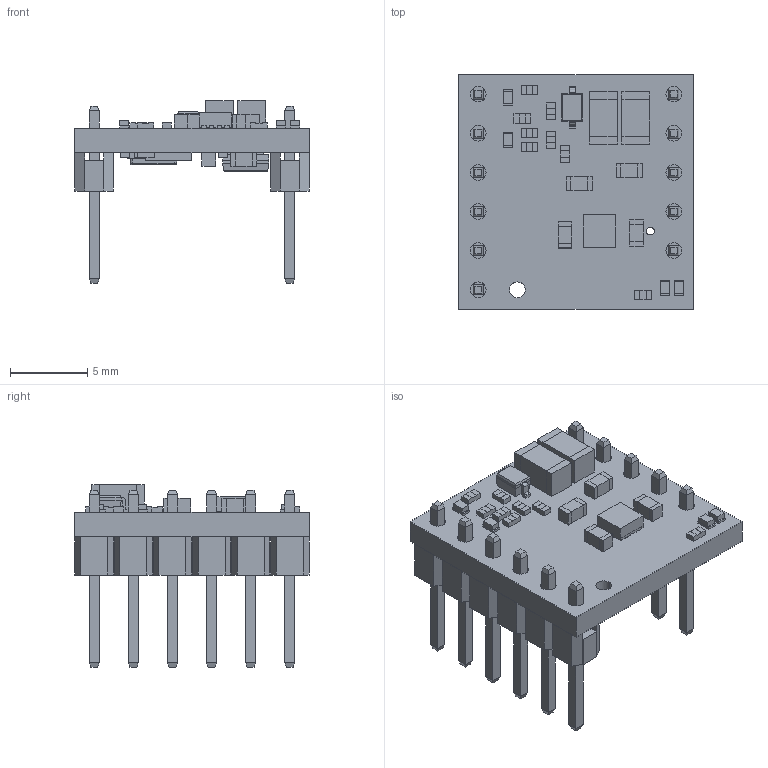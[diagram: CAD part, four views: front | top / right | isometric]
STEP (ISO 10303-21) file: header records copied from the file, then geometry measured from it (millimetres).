
FILE_DESCRIPTION (( 'STEP AP214' ), '1' );
FILE_NAME ('mc1u44a.step', '2023-05-02T18:47:14', ( '' ), ( '' ), 'SwSTEP 2.0', 'SolidWorks 2023', '' );
FILE_SCHEMA (( 'AUTOMOTIVE_DESIGN' ));
Length unit declared in the file: millimetre
Products named in the file (1): mc1u44a
Bounding box: 15.24 x 15.24 x 11.87 mm (x, y, z)
Volume: 592.6 mm3; surface area: 1371.2 mm2
Topology: 3 solids, 3 shells, 1296 faces, 3363 edges, 2160 vertices
Faces by surface type: plane 1037, bspline 169, cylinder 86, torus 4
Entity records: 58842 total; most frequent: CARTESIAN_POINT 14001, ORIENTED_EDGE 6726, DIRECTION 5373, EDGE_CURVE 3363, LINE 2797, VECTOR 2797, VERTEX_POINT 2160, EDGE_LOOP 1439
